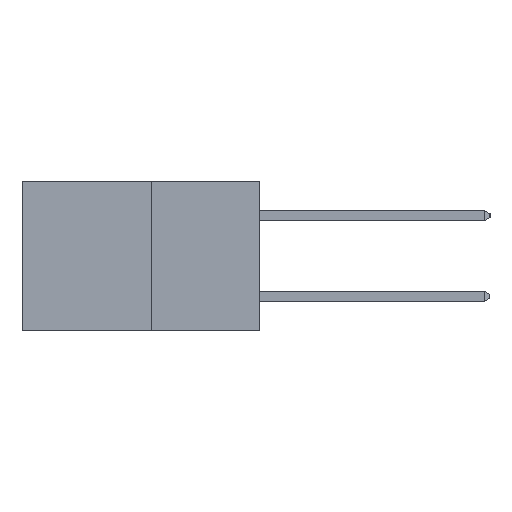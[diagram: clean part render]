
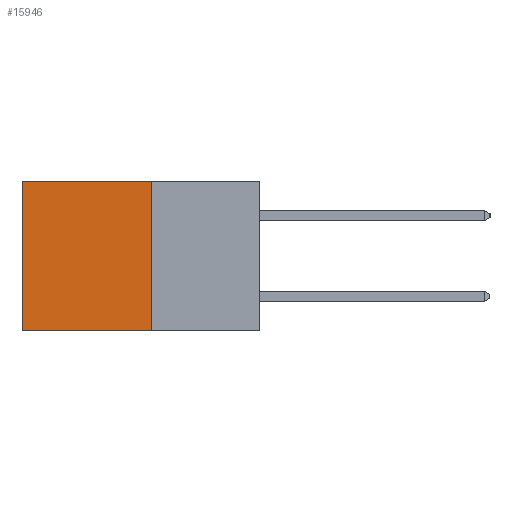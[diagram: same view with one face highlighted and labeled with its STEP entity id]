
A CAD part, left-side view. The second image highlights one B-rep face of the part: STEP entity #15946.
In plain terms, the highlighted planar face has unit normal (-1, 0, 0).
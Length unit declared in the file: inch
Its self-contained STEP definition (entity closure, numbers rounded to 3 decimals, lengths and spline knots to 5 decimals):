
#87 = LINE ( 'NONE', #8501, #23097 ) ;
#1247 = EDGE_LOOP ( 'NONE', ( #20724, #7187, #8780, #11580 ) ) ;
#2334 = CARTESIAN_POINT ( 'NONE',  ( 0.277, 0.27, 0. ) ) ;
#2607 = EDGE_CURVE ( 'NONE', #11015, #12498, #18475, .T. ) ;
#2637 = PLANE ( 'NONE',  #16662 ) ;
#2909 = LINE ( 'NONE', #16746, #22192 ) ;
#3117 = DIRECTION ( 'NONE',  ( 0., 0., -1. ) ) ;
#4489 = DIRECTION ( 'NONE',  ( 0., 0., -1. ) ) ;
#4703 = CARTESIAN_POINT ( 'NONE',  ( 0.277, 0.27, -0.37 ) ) ;
#5825 = DIRECTION ( 'NONE',  ( 0., 0., -1. ) ) ;
#6524 = DIRECTION ( 'NONE',  ( 0., 1., 0. ) ) ;
#7187 = ORIENTED_EDGE ( 'NONE', *, *, #16820, .F. ) ;
#8501 = CARTESIAN_POINT ( 'NONE',  ( 0.277, 0.59, -0.37 ) ) ;
#8780 = ORIENTED_EDGE ( 'NONE', *, *, #17369, .F. ) ;
#8828 = VECTOR ( 'NONE', #15482, 39.37008 ) ;
#10543 = CARTESIAN_POINT ( 'NONE',  ( 0.277, 0.59, 0. ) ) ;
#11015 = VERTEX_POINT ( 'NONE', #19236 ) ;
#11580 = ORIENTED_EDGE ( 'NONE', *, *, #2607, .T. ) ;
#12498 = VERTEX_POINT ( 'NONE', #10543 ) ;
#13292 = FACE_OUTER_BOUND ( 'NONE', #1247, .T. ) ;
#15394 = DIRECTION ( 'NONE',  ( 1., 0., 0. ) ) ;
#15482 = DIRECTION ( 'NONE',  ( 0., 1., 0. ) ) ;
#15489 = VECTOR ( 'NONE', #6524, 39.37008 ) ;
#15946 = ADVANCED_FACE ( 'NONE', ( #13292 ), #2637, .F. ) ;
#16161 = EDGE_CURVE ( 'NONE', #12498, #21611, #87, .T. ) ;
#16592 = CARTESIAN_POINT ( 'NONE',  ( 0.277, 0.27, -0.37 ) ) ;
#16662 = AXIS2_PLACEMENT_3D ( 'NONE', #18954, #15394, #4489 ) ;
#16746 = CARTESIAN_POINT ( 'NONE',  ( 0.277, 0.27, -0.37 ) ) ;
#16820 = EDGE_CURVE ( 'NONE', #21768, #21611, #20826, .T. ) ;
#17369 = EDGE_CURVE ( 'NONE', #11015, #21768, #2909, .T. ) ;
#18475 = LINE ( 'NONE', #2334, #8828 ) ;
#18954 = CARTESIAN_POINT ( 'NONE',  ( 0.277, 0.27, -0.37 ) ) ;
#19236 = CARTESIAN_POINT ( 'NONE',  ( 0.277, 0.27, 0. ) ) ;
#19889 = CARTESIAN_POINT ( 'NONE',  ( 0.277, 0.59, -0.37 ) ) ;
#20724 = ORIENTED_EDGE ( 'NONE', *, *, #16161, .T. ) ;
#20826 = LINE ( 'NONE', #4703, #15489 ) ;
#21611 = VERTEX_POINT ( 'NONE', #19889 ) ;
#21768 = VERTEX_POINT ( 'NONE', #16592 ) ;
#22192 = VECTOR ( 'NONE', #5825, 39.37008 ) ;
#23097 = VECTOR ( 'NONE', #3117, 39.37008 ) ;
